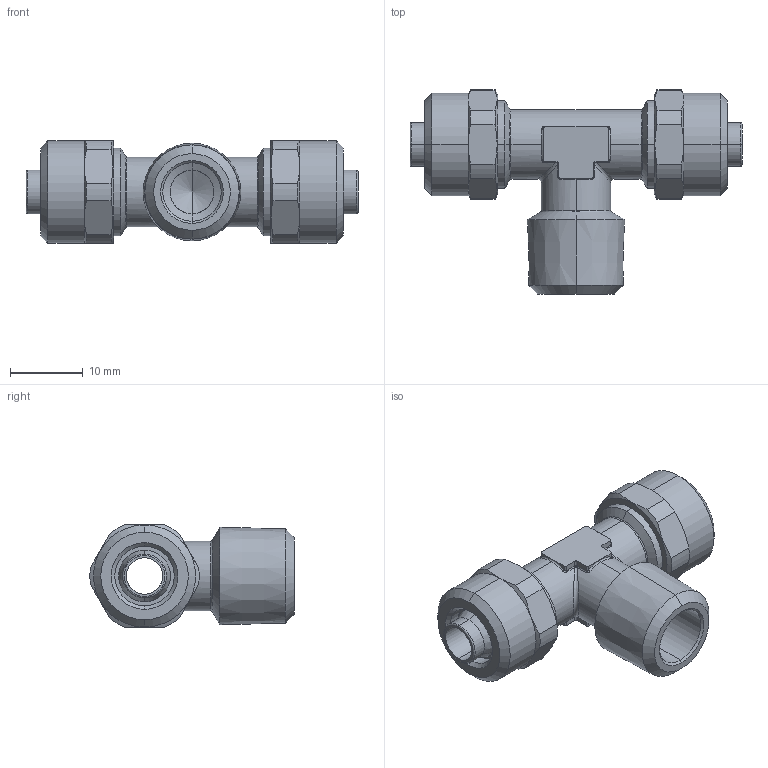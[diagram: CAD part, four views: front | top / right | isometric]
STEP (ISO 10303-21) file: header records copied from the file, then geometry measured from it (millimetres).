
FILE_DESCRIPTION(( 'MC.20.08.14.STEP' ), '1');
FILE_NAME( 'MC.20.08.14.STEP', '2019-06-20T09:00:32',( 'Sopra'),('sopra-pneumatic.com'), 'SwSTEP 2.0','SolidWorks 2009','' );
FILE_SCHEMA (( 'CONFIG_CONTROL_DESIGN' ));
Length unit declared in the file: millimetre
Products named in the file (1): 02100042
Bounding box: 45.5 x 27.99 x 14 mm (x, y, z)
Volume: 5024.8 mm3; surface area: 3958.9 mm2
Topology: 1 solids, 1 shells, 197 faces, 470 edges, 274 vertices
Faces by surface type: cylinder 71, cone 44, plane 39, bspline 22, torus 17, sphere 4
Entity records: 6263 total; most frequent: CARTESIAN_POINT 1812, DIRECTION 934, ORIENTED_EDGE 920, EDGE_CURVE 460, AXIS2_PLACEMENT_3D 388, VERTEX_POINT 270, CIRCLE 212, EDGE_LOOP 206
